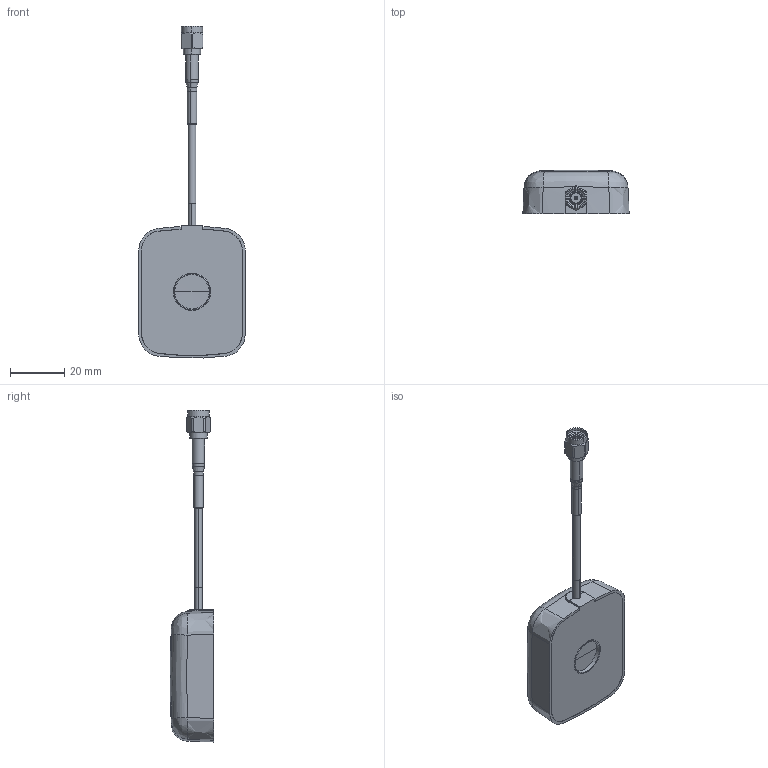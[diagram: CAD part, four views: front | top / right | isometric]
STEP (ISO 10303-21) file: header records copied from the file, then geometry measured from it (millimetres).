
FILE_DESCRIPTION (( 'STEP AP214' ), '1' );
FILE_NAME ('FMANGPS1011_3D.step', '2024-01-08T20:32:38', ( '' ), ( '' ), 'SwSTEP 2.0', 'SolidWorks 2022', '' );
FILE_SCHEMA (( 'AUTOMOTIVE_DESIGN' ));
Length unit declared in the file: inch
Products named in the file (8): ASM-1102-MA1; ASM-1102-MA2; (2410201000316)(166594)ËÜ¿Ç_DAM1575-A-V2.0_ÉÏ¿Ç_³¬Éù²¨_PBF; ASM-1102_Without Ferrule; ²úÆ·Ê¾ÒâÍ¼; ËÜ¿Ç_DAM1575-A-V2.0_ÏÂ¿Ç_ÐÂ³¬Éù²¨_Ö±¾¶12.5 1.5mm_ºñ¶È0.5mm_PBF; LMR-100_SMA_HEATSHRINK; FMANGPS1011_3D
Assembly tree (7 placements, depth 3):
  FMANGPS1011_3D
    ËÜ¿Ç_DAM1575-A-V2.0_ÏÂ¿Ç_ÐÂ³¬Éù²¨_Ö±¾¶12.5 1.5mm_ºñ¶È0.5mm_PBF
    ²úÆ·Ê¾ÒâÍ¼
    (2410201000316)(166594)ËÜ¿Ç_DAM1575-A-V2.0_ÉÏ¿Ç_³¬Éù²¨_PBF
    ASM-1102_Without Ferrule
      ASM-1102-MA1
      ASM-1102-MA2
    LMR-100_SMA_HEATSHRINK
Bounding box: 39 x 16.03 x 121.88 mm (x, y, z)
Volume: 28260.4 mm3; surface area: 31920.2 mm2
Topology: 9 solids, 9 shells, 620 faces, 1621 edges, 1034 vertices
Faces by surface type: plane 318, cylinder 110, cone 100, bspline 86, torus 6
Entity records: 23957 total; most frequent: CARTESIAN_POINT 8872, ORIENTED_EDGE 3234, DIRECTION 2757, EDGE_CURVE 1617, VERTEX_POINT 1034, LINE 947, VECTOR 947, AXIS2_PLACEMENT_3D 905
